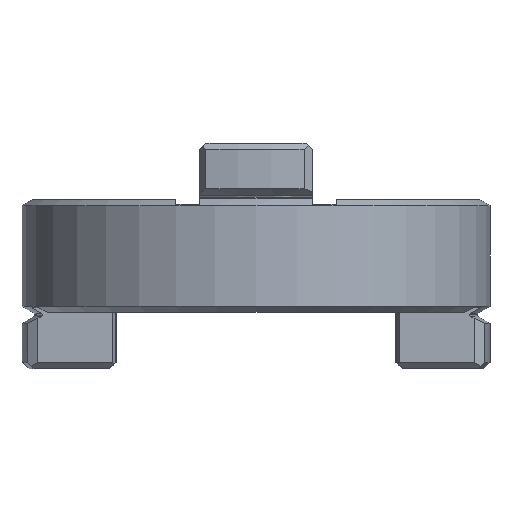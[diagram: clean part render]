
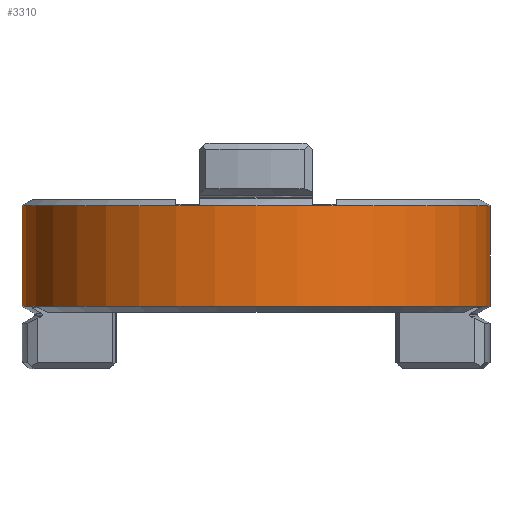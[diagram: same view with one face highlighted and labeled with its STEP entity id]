
A CAD part, front view. The second image highlights one B-rep face of the part: STEP entity #3310.
In plain terms, the highlighted cylindrical face has radius 29 mm (diameter 58 mm), a partial arc.
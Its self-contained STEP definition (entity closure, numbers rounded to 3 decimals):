
#80 = DIRECTION ( 'NONE',  ( 1., 0., 0. ) ) ;
#122 = CARTESIAN_POINT ( 'NONE',  ( 0., 0., 33.765 ) ) ;
#123 = DIRECTION ( 'NONE',  ( 0., 0., 1. ) ) ;
#384 = DIRECTION ( 'NONE',  ( 0., 0., 1. ) ) ;
#389 = CARTESIAN_POINT ( 'NONE',  ( 29., 0., 33.765 ) ) ;
#735 = CARTESIAN_POINT ( 'NONE',  ( 0., 0., -6.25 ) ) ;
#764 = DIRECTION ( 'NONE',  ( 1., 0., 0. ) ) ;
#777 = DIRECTION ( 'NONE',  ( 0., 0., 1. ) ) ;
#1259 = CARTESIAN_POINT ( 'NONE',  ( 0., 0., 6.25 ) ) ;
#1262 = DIRECTION ( 'NONE',  ( 0., 0., 1. ) ) ;
#1270 = DIRECTION ( 'NONE',  ( 1., 0., 0. ) ) ;
#1477 = CARTESIAN_POINT ( 'NONE',  ( -29., 0., 33.765 ) ) ;
#1478 = DIRECTION ( 'NONE',  ( 0., 0., 1. ) ) ;
#1563 = ORIENTED_EDGE ( 'NONE', *, *, #4509, .T. ) ;
#1573 = ORIENTED_EDGE ( 'NONE', *, *, #4651, .F. ) ;
#1576 = ORIENTED_EDGE ( 'NONE', *, *, #4412, .T. ) ;
#1825 = AXIS2_PLACEMENT_3D ( 'NONE', #122, #123, #80 ) ;
#1913 = AXIS2_PLACEMENT_3D ( 'NONE', #1259, #1262, #1270 ) ;
#1928 = AXIS2_PLACEMENT_3D ( 'NONE', #735, #777, #764 ) ;
#2054 = CIRCLE ( 'NONE', #1913, 29. ) ;
#2078 = LINE ( 'NONE', #1477, #2080 ) ;
#2080 = VECTOR ( 'NONE', #1478, 1000. ) ;
#2407 = VERTEX_POINT ( 'NONE', #3881 ) ;
#2432 = VERTEX_POINT ( 'NONE', #3875 ) ;
#2440 = VERTEX_POINT ( 'NONE', #3870 ) ;
#2448 = VERTEX_POINT ( 'NONE', #3900 ) ;
#2679 = EDGE_LOOP ( 'NONE', ( #1573, #1563, #1576, #3404 ) ) ;
#2951 = FACE_OUTER_BOUND ( 'NONE', #2679, .T. ) ;
#2952 = CYLINDRICAL_SURFACE ( 'NONE', #1825, 29. ) ;
#2971 = VECTOR ( 'NONE', #384, 1000. ) ;
#2996 = LINE ( 'NONE', #389, #2971 ) ;
#3049 = CIRCLE ( 'NONE', #1928, 29. ) ;
#3310 = ADVANCED_FACE ( 'NONE', ( #2951 ), #2952, .T. ) ;
#3404 = ORIENTED_EDGE ( 'NONE', *, *, #4595, .F. ) ;
#3870 = CARTESIAN_POINT ( 'NONE',  ( -29., 0., 6.25 ) ) ;
#3875 = CARTESIAN_POINT ( 'NONE',  ( 29., 0., -6.25 ) ) ;
#3881 = CARTESIAN_POINT ( 'NONE',  ( 29., 0., 6.25 ) ) ;
#3900 = CARTESIAN_POINT ( 'NONE',  ( -29., 0., -6.25 ) ) ;
#4412 = EDGE_CURVE ( 'NONE', #2432, #2407, #2996, .T. ) ;
#4509 = EDGE_CURVE ( 'NONE', #2448, #2432, #3049, .T. ) ;
#4595 = EDGE_CURVE ( 'NONE', #2440, #2407, #2054, .T. ) ;
#4651 = EDGE_CURVE ( 'NONE', #2448, #2440, #2078, .T. ) ;
